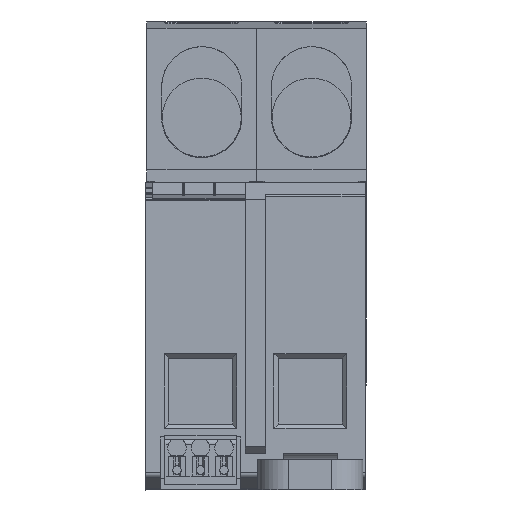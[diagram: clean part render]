
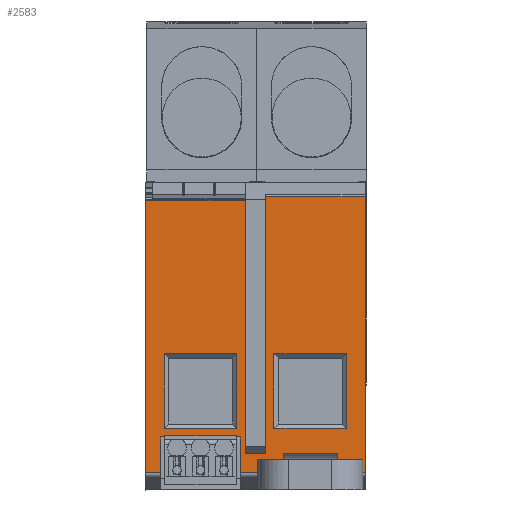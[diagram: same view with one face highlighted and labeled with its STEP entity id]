
A CAD part, front view. The second image highlights one B-rep face of the part: STEP entity #2583.
In plain terms, the highlighted planar face has unit normal (0, -1, 0).
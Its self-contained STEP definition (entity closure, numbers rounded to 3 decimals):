
#2401=AXIS2_PLACEMENT_3D('Plane Axis2P3D',#2398,#2399,#2400) ;
#698=CARTESIAN_POINT('Vertex',(0.,13.,46.974)) ;
#1053=CARTESIAN_POINT('Vertex',(0.,13.,2.821)) ;
#1056=CARTESIAN_POINT('Line Origine',(0.,13.,24.897)) ;
#1898=CARTESIAN_POINT('Vertex',(35.6,13.,47.678)) ;
#1901=CARTESIAN_POINT('Line Origine',(35.6,13.,25.249)) ;
#1905=CARTESIAN_POINT('Vertex',(35.6,13.,2.821)) ;
#2398=CARTESIAN_POINT('Axis2P3D Location',(17.8,13.,47.678)) ;
#2403=CARTESIAN_POINT('Line Origine',(16.15,13.,26.437)) ;
#2407=CARTESIAN_POINT('Vertex',(16.15,13.,46.974)) ;
#2409=CARTESIAN_POINT('Vertex',(16.15,13.,5.9)) ;
#2412=CARTESIAN_POINT('Line Origine',(8.075,13.,46.974)) ;
#2417=CARTESIAN_POINT('Line Origine',(1.245,13.,2.821)) ;
#2421=CARTESIAN_POINT('Vertex',(2.49,13.,2.821)) ;
#2424=CARTESIAN_POINT('Line Origine',(2.49,13.,5.71)) ;
#2428=CARTESIAN_POINT('Vertex',(2.49,13.,8.6)) ;
#2431=CARTESIAN_POINT('Line Origine',(8.9,13.,8.6)) ;
#2435=CARTESIAN_POINT('Vertex',(15.31,13.,8.6)) ;
#2438=CARTESIAN_POINT('Line Origine',(15.31,13.,5.71)) ;
#2442=CARTESIAN_POINT('Vertex',(15.31,13.,2.821)) ;
#2445=CARTESIAN_POINT('Line Origine',(18.805,13.,2.821)) ;
#2449=CARTESIAN_POINT('Vertex',(22.3,13.,2.821)) ;
#2452=CARTESIAN_POINT('Line Origine',(22.3,13.,4.36)) ;
#2456=CARTESIAN_POINT('Vertex',(22.3,13.,5.9)) ;
#2459=CARTESIAN_POINT('Line Origine',(26.7,13.,5.9)) ;
#2463=CARTESIAN_POINT('Vertex',(31.1,13.,5.9)) ;
#2466=CARTESIAN_POINT('Line Origine',(31.1,13.,4.36)) ;
#2470=CARTESIAN_POINT('Vertex',(31.1,13.,2.821)) ;
#2473=CARTESIAN_POINT('Line Origine',(33.35,13.,2.821)) ;
#2478=CARTESIAN_POINT('Line Origine',(27.525,13.,47.678)) ;
#2482=CARTESIAN_POINT('Vertex',(19.45,13.,47.678)) ;
#2485=CARTESIAN_POINT('Line Origine',(19.45,13.,26.789)) ;
#2489=CARTESIAN_POINT('Vertex',(19.45,13.,5.9)) ;
#2492=CARTESIAN_POINT('Line Origine',(17.8,13.,5.9)) ;
#2515=CARTESIAN_POINT('Line Origine',(32.6,13.,16.05)) ;
#2519=CARTESIAN_POINT('Vertex',(32.6,13.,10.)) ;
#2521=CARTESIAN_POINT('Vertex',(32.6,13.,22.1)) ;
#2524=CARTESIAN_POINT('Line Origine',(26.7,13.,10.)) ;
#2528=CARTESIAN_POINT('Vertex',(20.8,13.,10.)) ;
#2531=CARTESIAN_POINT('Line Origine',(20.8,13.,16.05)) ;
#2535=CARTESIAN_POINT('Vertex',(20.8,13.,22.1)) ;
#2538=CARTESIAN_POINT('Line Origine',(26.7,13.,22.1)) ;
#2549=CARTESIAN_POINT('Line Origine',(8.9,13.,10.)) ;
#2553=CARTESIAN_POINT('Vertex',(3.,13.,10.)) ;
#2555=CARTESIAN_POINT('Vertex',(14.8,13.,10.)) ;
#2558=CARTESIAN_POINT('Line Origine',(3.,13.,16.05)) ;
#2562=CARTESIAN_POINT('Vertex',(3.,13.,22.1)) ;
#2565=CARTESIAN_POINT('Line Origine',(8.9,13.,22.1)) ;
#2569=CARTESIAN_POINT('Vertex',(14.8,13.,22.1)) ;
#2572=CARTESIAN_POINT('Line Origine',(14.8,13.,16.05)) ;
#1057=DIRECTION('Vector Direction',(0.,0.,-1.)) ;
#1902=DIRECTION('Vector Direction',(0.,0.,-1.)) ;
#2399=DIRECTION('Axis2P3D Direction',(0.,1.,0.)) ;
#2400=DIRECTION('Axis2P3D XDirection',(-1.,0.,0.)) ;
#2404=DIRECTION('Vector Direction',(0.,0.,-1.)) ;
#2413=DIRECTION('Vector Direction',(1.,0.,0.)) ;
#2418=DIRECTION('Vector Direction',(1.,0.,0.)) ;
#2425=DIRECTION('Vector Direction',(0.,0.,-1.)) ;
#2432=DIRECTION('Vector Direction',(-1.,0.,0.)) ;
#2439=DIRECTION('Vector Direction',(0.,0.,-1.)) ;
#2446=DIRECTION('Vector Direction',(-1.,0.,0.)) ;
#2453=DIRECTION('Vector Direction',(0.,0.,-1.)) ;
#2460=DIRECTION('Vector Direction',(-1.,0.,0.)) ;
#2467=DIRECTION('Vector Direction',(0.,0.,-1.)) ;
#2474=DIRECTION('Vector Direction',(-1.,0.,0.)) ;
#2479=DIRECTION('Vector Direction',(-1.,0.,0.)) ;
#2486=DIRECTION('Vector Direction',(0.,0.,-1.)) ;
#2493=DIRECTION('Vector Direction',(-1.,0.,0.)) ;
#2516=DIRECTION('Vector Direction',(0.,0.,1.)) ;
#2525=DIRECTION('Vector Direction',(1.,0.,0.)) ;
#2532=DIRECTION('Vector Direction',(0.,0.,-1.)) ;
#2539=DIRECTION('Vector Direction',(-1.,0.,0.)) ;
#2550=DIRECTION('Vector Direction',(1.,0.,0.)) ;
#2559=DIRECTION('Vector Direction',(0.,0.,-1.)) ;
#2566=DIRECTION('Vector Direction',(-1.,0.,0.)) ;
#2573=DIRECTION('Vector Direction',(0.,0.,1.)) ;
#1058=VECTOR('Line Direction',#1057,1.) ;
#1903=VECTOR('Line Direction',#1902,1.) ;
#2405=VECTOR('Line Direction',#2404,1.) ;
#2414=VECTOR('Line Direction',#2413,1.) ;
#2419=VECTOR('Line Direction',#2418,1.) ;
#2426=VECTOR('Line Direction',#2425,1.) ;
#2433=VECTOR('Line Direction',#2432,1.) ;
#2440=VECTOR('Line Direction',#2439,1.) ;
#2447=VECTOR('Line Direction',#2446,1.) ;
#2454=VECTOR('Line Direction',#2453,1.) ;
#2461=VECTOR('Line Direction',#2460,1.) ;
#2468=VECTOR('Line Direction',#2467,1.) ;
#2475=VECTOR('Line Direction',#2474,1.) ;
#2480=VECTOR('Line Direction',#2479,1.) ;
#2487=VECTOR('Line Direction',#2486,1.) ;
#2494=VECTOR('Line Direction',#2493,1.) ;
#2517=VECTOR('Line Direction',#2516,1.) ;
#2526=VECTOR('Line Direction',#2525,1.) ;
#2533=VECTOR('Line Direction',#2532,1.) ;
#2540=VECTOR('Line Direction',#2539,1.) ;
#2551=VECTOR('Line Direction',#2550,1.) ;
#2560=VECTOR('Line Direction',#2559,1.) ;
#2567=VECTOR('Line Direction',#2566,1.) ;
#2574=VECTOR('Line Direction',#2573,1.) ;
#2498=ORIENTED_EDGE('',*,*,#2411,.F.) ;
#2499=ORIENTED_EDGE('',*,*,#2416,.F.) ;
#2500=ORIENTED_EDGE('',*,*,#1060,.T.) ;
#2501=ORIENTED_EDGE('',*,*,#2423,.F.) ;
#2502=ORIENTED_EDGE('',*,*,#2430,.F.) ;
#2503=ORIENTED_EDGE('',*,*,#2437,.F.) ;
#2504=ORIENTED_EDGE('',*,*,#2444,.T.) ;
#2505=ORIENTED_EDGE('',*,*,#2451,.F.) ;
#2506=ORIENTED_EDGE('',*,*,#2458,.F.) ;
#2507=ORIENTED_EDGE('',*,*,#2465,.F.) ;
#2508=ORIENTED_EDGE('',*,*,#2472,.T.) ;
#2509=ORIENTED_EDGE('',*,*,#2477,.F.) ;
#2510=ORIENTED_EDGE('',*,*,#1907,.F.) ;
#2511=ORIENTED_EDGE('',*,*,#2484,.T.) ;
#2512=ORIENTED_EDGE('',*,*,#2491,.T.) ;
#2513=ORIENTED_EDGE('',*,*,#2496,.T.) ;
#2544=ORIENTED_EDGE('',*,*,#2523,.F.) ;
#2545=ORIENTED_EDGE('',*,*,#2530,.F.) ;
#2546=ORIENTED_EDGE('',*,*,#2537,.F.) ;
#2547=ORIENTED_EDGE('',*,*,#2542,.F.) ;
#2578=ORIENTED_EDGE('',*,*,#2557,.F.) ;
#2579=ORIENTED_EDGE('',*,*,#2564,.F.) ;
#2580=ORIENTED_EDGE('',*,*,#2571,.F.) ;
#2581=ORIENTED_EDGE('',*,*,#2576,.F.) ;
#2548=FACE_BOUND('',#2543,.T.) ;
#2582=FACE_BOUND('',#2577,.T.) ;
#2583=ADVANCED_FACE('SOCKEL',(#2514,#2548,#2582),#2402,.F.) ;
#1060=EDGE_CURVE('',#699,#1054,#1059,.T.) ;
#1907=EDGE_CURVE('',#1899,#1906,#1904,.T.) ;
#2411=EDGE_CURVE('',#2408,#2410,#2406,.T.) ;
#2416=EDGE_CURVE('',#699,#2408,#2415,.T.) ;
#2423=EDGE_CURVE('',#2422,#1054,#2420,.F.) ;
#2430=EDGE_CURVE('',#2429,#2422,#2427,.T.) ;
#2437=EDGE_CURVE('',#2436,#2429,#2434,.T.) ;
#2444=EDGE_CURVE('',#2436,#2443,#2441,.T.) ;
#2451=EDGE_CURVE('',#2450,#2443,#2448,.T.) ;
#2458=EDGE_CURVE('',#2457,#2450,#2455,.T.) ;
#2465=EDGE_CURVE('',#2464,#2457,#2462,.T.) ;
#2472=EDGE_CURVE('',#2464,#2471,#2469,.T.) ;
#2477=EDGE_CURVE('',#1906,#2471,#2476,.T.) ;
#2484=EDGE_CURVE('',#1899,#2483,#2481,.T.) ;
#2491=EDGE_CURVE('',#2483,#2490,#2488,.T.) ;
#2496=EDGE_CURVE('',#2490,#2410,#2495,.T.) ;
#2523=EDGE_CURVE('',#2520,#2522,#2518,.T.) ;
#2530=EDGE_CURVE('',#2529,#2520,#2527,.T.) ;
#2537=EDGE_CURVE('',#2536,#2529,#2534,.T.) ;
#2542=EDGE_CURVE('',#2522,#2536,#2541,.T.) ;
#2557=EDGE_CURVE('',#2554,#2556,#2552,.T.) ;
#2564=EDGE_CURVE('',#2563,#2554,#2561,.T.) ;
#2571=EDGE_CURVE('',#2570,#2563,#2568,.T.) ;
#2576=EDGE_CURVE('',#2556,#2570,#2575,.T.) ;
#2497=EDGE_LOOP('',(#2498,#2499,#2500,#2501,#2502,#2503,#2504,#2505,#2506,#2507,#2508,#2509,#2510,#2511,#2512,#2513)) ;
#2543=EDGE_LOOP('',(#2544,#2545,#2546,#2547)) ;
#2577=EDGE_LOOP('',(#2578,#2579,#2580,#2581)) ;
#2514=FACE_OUTER_BOUND('',#2497,.T.) ;
#1059=LINE('Line',#1056,#1058) ;
#1904=LINE('Line',#1901,#1903) ;
#2406=LINE('Line',#2403,#2405) ;
#2415=LINE('Line',#2412,#2414) ;
#2420=LINE('Line',#2417,#2419) ;
#2427=LINE('Line',#2424,#2426) ;
#2434=LINE('Line',#2431,#2433) ;
#2441=LINE('Line',#2438,#2440) ;
#2448=LINE('Line',#2445,#2447) ;
#2455=LINE('Line',#2452,#2454) ;
#2462=LINE('Line',#2459,#2461) ;
#2469=LINE('Line',#2466,#2468) ;
#2476=LINE('Line',#2473,#2475) ;
#2481=LINE('Line',#2478,#2480) ;
#2488=LINE('Line',#2485,#2487) ;
#2495=LINE('Line',#2492,#2494) ;
#2518=LINE('Line',#2515,#2517) ;
#2527=LINE('Line',#2524,#2526) ;
#2534=LINE('Line',#2531,#2533) ;
#2541=LINE('Line',#2538,#2540) ;
#2552=LINE('Line',#2549,#2551) ;
#2561=LINE('Line',#2558,#2560) ;
#2568=LINE('Line',#2565,#2567) ;
#2575=LINE('Line',#2572,#2574) ;
#2402=PLANE('',#2401) ;
#699=VERTEX_POINT('',#698) ;
#1054=VERTEX_POINT('',#1053) ;
#1899=VERTEX_POINT('',#1898) ;
#1906=VERTEX_POINT('',#1905) ;
#2408=VERTEX_POINT('',#2407) ;
#2410=VERTEX_POINT('',#2409) ;
#2422=VERTEX_POINT('',#2421) ;
#2429=VERTEX_POINT('',#2428) ;
#2436=VERTEX_POINT('',#2435) ;
#2443=VERTEX_POINT('',#2442) ;
#2450=VERTEX_POINT('',#2449) ;
#2457=VERTEX_POINT('',#2456) ;
#2464=VERTEX_POINT('',#2463) ;
#2471=VERTEX_POINT('',#2470) ;
#2483=VERTEX_POINT('',#2482) ;
#2490=VERTEX_POINT('',#2489) ;
#2520=VERTEX_POINT('',#2519) ;
#2522=VERTEX_POINT('',#2521) ;
#2529=VERTEX_POINT('',#2528) ;
#2536=VERTEX_POINT('',#2535) ;
#2554=VERTEX_POINT('',#2553) ;
#2556=VERTEX_POINT('',#2555) ;
#2563=VERTEX_POINT('',#2562) ;
#2570=VERTEX_POINT('',#2569) ;
